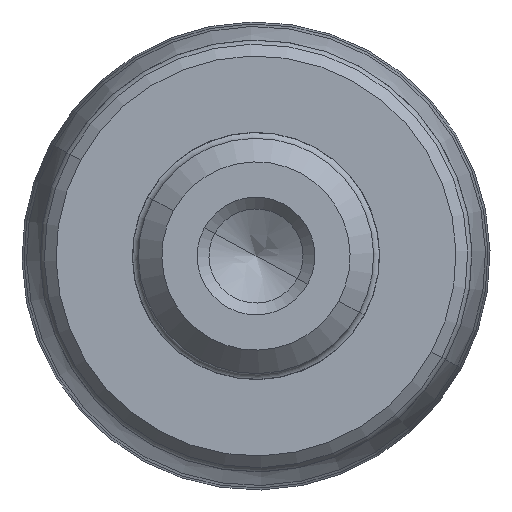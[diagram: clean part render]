
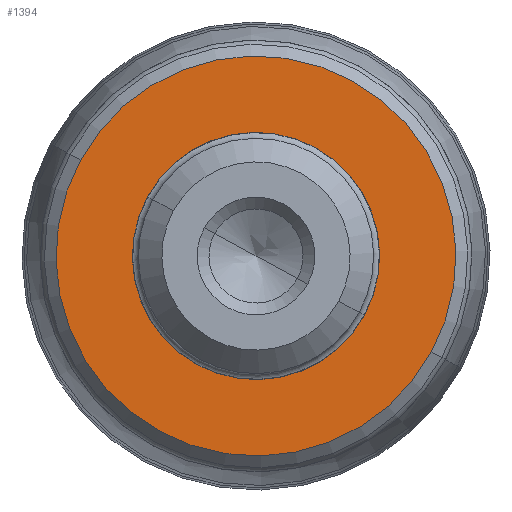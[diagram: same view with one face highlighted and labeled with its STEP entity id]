
A CAD part, left-side view. The second image highlights one B-rep face of the part: STEP entity #1394.
In plain terms, the highlighted planar face has unit normal (-1, 0, 0).
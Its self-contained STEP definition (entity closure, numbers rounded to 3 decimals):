
#977=CARTESIAN_POINT('Vertex',(19.001,7.529,4.084)) ;
#980=CARTESIAN_POINT('Axis2P3D Location',(19.001,0.07,0.009)) ;
#984=CARTESIAN_POINT('Vertex',(19.001,-7.39,-4.066)) ;
#999=CARTESIAN_POINT('Axis2P3D Location',(19.001,0.07,0.009)) ;
#1016=CARTESIAN_POINT('Axis2P3D Location',(19.001,0.07,0.009)) ;
#1020=CARTESIAN_POINT('Vertex',(19.001,4.681,2.528)) ;
#1022=CARTESIAN_POINT('Vertex',(19.001,-4.542,-2.511)) ;
#1051=CARTESIAN_POINT('Axis2P3D Location',(19.001,0.07,0.009)) ;
#1381=CARTESIAN_POINT('Axis2P3D Location',(19.001,5.325,0.009)) ;
#981=DIRECTION('Axis2P3D Direction',(1.,0.,0.)) ;
#1000=DIRECTION('Axis2P3D Direction',(1.,0.,0.)) ;
#1017=DIRECTION('Axis2P3D Direction',(1.,0.,0.)) ;
#1052=DIRECTION('Axis2P3D Direction',(1.,0.,0.)) ;
#1382=DIRECTION('Axis2P3D Direction',(1.,0.,0.)) ;
#1383=DIRECTION('Axis2P3D XDirection',(0.,1.,0.)) ;
#982=AXIS2_PLACEMENT_3D('Circle Axis2P3D',#980,#981,$) ;
#1001=AXIS2_PLACEMENT_3D('Circle Axis2P3D',#999,#1000,$) ;
#1018=AXIS2_PLACEMENT_3D('Circle Axis2P3D',#1016,#1017,$) ;
#1053=AXIS2_PLACEMENT_3D('Circle Axis2P3D',#1051,#1052,$) ;
#1384=AXIS2_PLACEMENT_3D('Plane Axis2P3D',#1381,#1382,#1383) ;
#1387=ORIENTED_EDGE('',*,*,#986,.F.) ;
#1388=ORIENTED_EDGE('',*,*,#1003,.F.) ;
#1391=ORIENTED_EDGE('',*,*,#1055,.T.) ;
#1392=ORIENTED_EDGE('',*,*,#1024,.T.) ;
#1393=FACE_BOUND('',#1390,.T.) ;
#1394=ADVANCED_FACE('Hauptk\X2\00F6\X0\rper',(#1389,#1393),#1385,.F.) ;
#983=CIRCLE('generated circle',#982,8.5) ;
#1002=CIRCLE('generated circle',#1001,8.5) ;
#1019=CIRCLE('generated circle',#1018,5.255) ;
#1054=CIRCLE('generated circle',#1053,5.255) ;
#986=EDGE_CURVE('',#978,#985,#983,.T.) ;
#1003=EDGE_CURVE('',#985,#978,#1002,.T.) ;
#1024=EDGE_CURVE('',#1021,#1023,#1019,.T.) ;
#1055=EDGE_CURVE('',#1023,#1021,#1054,.T.) ;
#1386=EDGE_LOOP('',(#1387,#1388)) ;
#1390=EDGE_LOOP('',(#1391,#1392)) ;
#1389=FACE_OUTER_BOUND('',#1386,.T.) ;
#1385=PLANE('',#1384) ;
#978=VERTEX_POINT('',#977) ;
#985=VERTEX_POINT('',#984) ;
#1021=VERTEX_POINT('',#1020) ;
#1023=VERTEX_POINT('',#1022) ;
